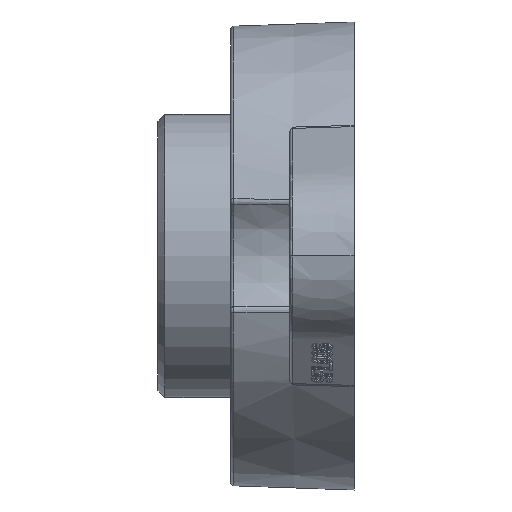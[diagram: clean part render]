
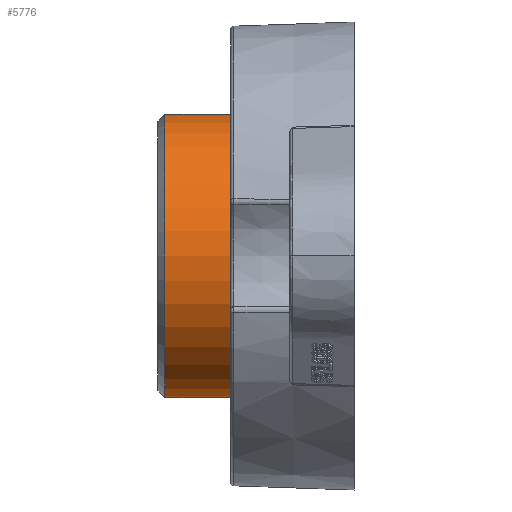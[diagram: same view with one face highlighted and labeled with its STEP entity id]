
A CAD part, left-side view. The second image highlights one B-rep face of the part: STEP entity #5776.
In plain terms, the highlighted cylindrical face has radius 20.9 mm (diameter 41.8 mm), a full revolution.
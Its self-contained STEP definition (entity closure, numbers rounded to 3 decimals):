
#1346=CYLINDRICAL_SURFACE($,#6098,20.9);
#1377=FACE_BOUND($,#1750,.T.);
#1433=FACE_OUTER_BOUND($,#1749,.T.);
#1749=EDGE_LOOP($,(#3585));
#1750=EDGE_LOOP($,(#3586));
#2117=CIRCLE($,#6097,20.9);
#2118=CIRCLE($,#6099,20.9);
#2213=VERTEX_POINT($,#7813);
#2214=VERTEX_POINT($,#7816);
#2767=EDGE_CURVE($,#2213,#2213,#2117,.T.);
#2768=EDGE_CURVE($,#2214,#2214,#2118,.T.);
#3585=ORIENTED_EDGE($,*,*,#2767,.T.);
#3586=ORIENTED_EDGE($,*,*,#2768,.F.);
#5776=ADVANCED_FACE($,(#1433,#1377),#1346,.T.);
#6097=AXIS2_PLACEMENT_3D($,#7814,#6482,#6483);
#6098=AXIS2_PLACEMENT_3D($,#7815,#6484,#6485);
#6099=AXIS2_PLACEMENT_3D($,#7817,#6486,#6487);
#6482=DIRECTION('center_axis',(0.,1.,0.));
#6483=DIRECTION('ref_axis',(-1.,0.,0.));
#6484=DIRECTION('center_axis',(0.,1.,0.));
#6485=DIRECTION('ref_axis',(-1.,0.,0.));
#6486=DIRECTION('center_axis',(0.,1.,0.));
#6487=DIRECTION('ref_axis',(1.,0.,0.));
#7813=CARTESIAN_POINT('',(-20.9,15.,0.));
#7814=CARTESIAN_POINT('Origin',(0.,15.,0.));
#7815=CARTESIAN_POINT('Origin',(0.,14.,0.));
#7816=CARTESIAN_POINT('',(20.9,25.,0.));
#7817=CARTESIAN_POINT('Origin',(0.,25.,0.));
